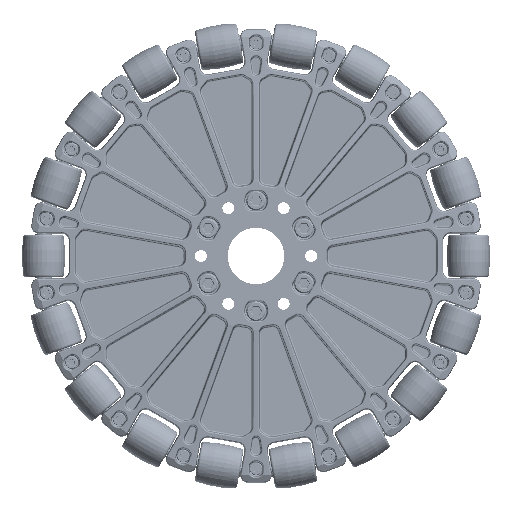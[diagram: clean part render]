
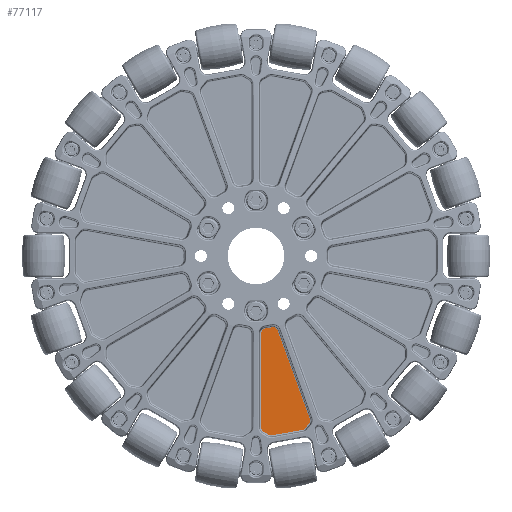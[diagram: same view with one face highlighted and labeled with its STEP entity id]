
A CAD part, top view. The second image highlights one B-rep face of the part: STEP entity #77117.
In plain terms, the highlighted face is planar.
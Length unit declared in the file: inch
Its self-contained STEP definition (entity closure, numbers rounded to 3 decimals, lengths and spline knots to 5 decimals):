
#350 = DIRECTION ( 'NONE',  ( 0., 0., 1. ) ) ;
#2021 = CARTESIAN_POINT ( 'NONE',  ( 1.23154, 0.4, 2.34139 ) ) ;
#2522 = DIRECTION ( 'NONE',  ( 0., 0., 1. ) ) ;
#5365 = CARTESIAN_POINT ( 'NONE',  ( 0.91143, 0.4, 0.95016 ) ) ;
#7309 = EDGE_CURVE ( 'NONE', #51370, #18510, #17475, .T. ) ;
#7455 = CARTESIAN_POINT ( 'NONE',  ( 2.43462, 0.4, 1.70348 ) ) ;
#7670 = EDGE_CURVE ( 'NONE', #33766, #81760, #35837, .T. ) ;
#8716 = CARTESIAN_POINT ( 'NONE',  ( 2.51967, 0.4, 0.89549 ) ) ;
#8756 = ORIENTED_EDGE ( 'NONE', *, *, #57982, .T. ) ;
#8832 = CARTESIAN_POINT ( 'NONE',  ( 1.93804, 0.4, 2.17363 ) ) ;
#9705 = VERTEX_POINT ( 'NONE', #12911 ) ;
#10598 = VECTOR ( 'NONE', #48425, 39.37008 ) ;
#11428 = DIRECTION ( 'NONE',  ( 0., 0., 1. ) ) ;
#11904 = VERTEX_POINT ( 'NONE', #76130 ) ;
#12911 = CARTESIAN_POINT ( 'NONE',  ( 2.47715, 0.4, 1.53115 ) ) ;
#12924 = VERTEX_POINT ( 'NONE', #74083 ) ;
#13695 = VERTEX_POINT ( 'NONE', #52422 ) ;
#14809 = CIRCLE ( 'NONE', #59753, 0.08506 ) ;
#14891 = CARTESIAN_POINT ( 'NONE',  ( 2.10037, 0.4, 2.10182 ) ) ;
#17061 = LINE ( 'NONE', #8716, #21543 ) ;
#17475 = CIRCLE ( 'NONE', #77455, 0.08506 ) ;
#17926 = DIRECTION ( 'NONE',  ( 0., 0., 1. ) ) ;
#17943 = CARTESIAN_POINT ( 'NONE',  ( 0.9139, 0.4, 0.838 ) ) ;
#18510 = VERTEX_POINT ( 'NONE', #8832 ) ;
#20841 = ORIENTED_EDGE ( 'NONE', *, *, #41893, .T. ) ;
#21543 = VECTOR ( 'NONE', #63010, 39.37008 ) ;
#22471 = AXIS2_PLACEMENT_3D ( 'NONE', #57305, #34832, #2522 ) ;
#22588 = DIRECTION ( 'NONE',  ( 0., -1., 0. ) ) ;
#23961 = LINE ( 'NONE', #2021, #63550 ) ;
#24233 = AXIS2_PLACEMENT_3D ( 'NONE', #85075, #36528, #66830 ) ;
#25479 = VECTOR ( 'NONE', #97299, 39.37008 ) ;
#26146 = EDGE_CURVE ( 'NONE', #61041, #9705, #47326, .T. ) ;
#28321 = DIRECTION ( 'NONE',  ( 0., -1., 0. ) ) ;
#29103 = DIRECTION ( 'NONE',  ( 0., -1., 0. ) ) ;
#29629 = DIRECTION ( 'NONE',  ( 0., 0., 1. ) ) ;
#30027 = EDGE_CURVE ( 'NONE', #13695, #11904, #34490, .T. ) ;
#30115 = CARTESIAN_POINT ( 'NONE',  ( 1.07648, 0.4, 0.72247 ) ) ;
#32966 = CARTESIAN_POINT ( 'NONE',  ( 2.11514, 0.4, 2.18559 ) ) ;
#33529 = FACE_OUTER_BOUND ( 'NONE', #76985, .T. ) ;
#33538 = EDGE_CURVE ( 'NONE', #12924, #102332, #14809, .T. ) ;
#33766 = VERTEX_POINT ( 'NONE', #17943 ) ;
#33788 = CARTESIAN_POINT ( 'NONE',  ( 2.29521, 0.4, 2.00194 ) ) ;
#34029 = EDGE_CURVE ( 'NONE', #78566, #33766, #51414, .T. ) ;
#34490 = CIRCLE ( 'NONE', #72778, 0.08506 ) ;
#34832 = DIRECTION ( 'NONE',  ( 0., -1., 0. ) ) ;
#35701 = ORIENTED_EDGE ( 'NONE', *, *, #30027, .T. ) ;
#35837 = CIRCLE ( 'NONE', #24233, 1.23994 ) ;
#36528 = DIRECTION ( 'NONE',  ( 0., 1., 0. ) ) ;
#36769 = ORIENTED_EDGE ( 'NONE', *, *, #33538, .T. ) ;
#41893 = EDGE_CURVE ( 'NONE', #11904, #12924, #48937, .T. ) ;
#46818 = DIRECTION ( 'NONE',  ( 0.866, 0., 0.5 ) ) ;
#47030 = CARTESIAN_POINT ( 'NONE',  ( 2.51967, 0.4, 1.60481 ) ) ;
#47326 = LINE ( 'NONE', #30115, #89974 ) ;
#48425 = DIRECTION ( 'NONE',  ( -0.643, 0., 0.766 ) ) ;
#48937 = LINE ( 'NONE', #33788, #10598 ) ;
#49363 = DIRECTION ( 'NONE',  ( 0., -1., 0. ) ) ;
#50329 = LINE ( 'NONE', #67015, #25479 ) ;
#50440 = ORIENTED_EDGE ( 'NONE', *, *, #55486, .T. ) ;
#51047 = DIRECTION ( 'NONE',  ( 0., -1., 0. ) ) ;
#51370 = VERTEX_POINT ( 'NONE', #60703 ) ;
#51414 = CIRCLE ( 'NONE', #69743, 0.08506 ) ;
#52332 = CARTESIAN_POINT ( 'NONE',  ( 2.0032, 0.4, 2.11896 ) ) ;
#52422 = CARTESIAN_POINT ( 'NONE',  ( 2.51967, 0.4, 1.70348 ) ) ;
#52691 = CIRCLE ( 'NONE', #87694, 0.08506 ) ;
#54089 = ORIENTED_EDGE ( 'NONE', *, *, #34029, .T. ) ;
#54521 = DIRECTION ( 'NONE',  ( 0., 0., 1. ) ) ;
#55486 = EDGE_CURVE ( 'NONE', #81760, #61041, #52691, .T. ) ;
#57305 = CARTESIAN_POINT ( 'NONE',  ( 2.0032, 0.4, 2.11896 ) ) ;
#57552 = DIRECTION ( 'NONE',  ( 0., 1., 0. ) ) ;
#57982 = EDGE_CURVE ( 'NONE', #18510, #78566, #50329, .T. ) ;
#59753 = AXIS2_PLACEMENT_3D ( 'NONE', #14891, #60276, #54521 ) ;
#60276 = DIRECTION ( 'NONE',  ( 0., -1., 0. ) ) ;
#60703 = CARTESIAN_POINT ( 'NONE',  ( 2.0032, 0.4, 2.20401 ) ) ;
#61041 = VERTEX_POINT ( 'NONE', #102694 ) ;
#62940 = ORIENTED_EDGE ( 'NONE', *, *, #79988, .T. ) ;
#63010 = DIRECTION ( 'NONE',  ( 0., 0., 1. ) ) ;
#63550 = VECTOR ( 'NONE', #89140, 39.37008 ) ;
#65002 = CIRCLE ( 'NONE', #91671, 0.08506 ) ;
#66830 = DIRECTION ( 'NONE',  ( 0., 0., 1. ) ) ;
#67015 = CARTESIAN_POINT ( 'NONE',  ( 0.91143, 0.4, 0.95016 ) ) ;
#67431 = CIRCLE ( 'NONE', #22471, 0.08506 ) ;
#67899 = EDGE_CURVE ( 'NONE', #89580, #13695, #17061, .T. ) ;
#68528 = ORIENTED_EDGE ( 'NONE', *, *, #7670, .T. ) ;
#68758 = CARTESIAN_POINT ( 'NONE',  ( 0.97659, 0.4, 0.89549 ) ) ;
#69743 = AXIS2_PLACEMENT_3D ( 'NONE', #68758, #51047, #11428 ) ;
#70837 = EDGE_CURVE ( 'NONE', #9705, #89580, #65002, .T. ) ;
#72748 = ORIENTED_EDGE ( 'NONE', *, *, #26146, .T. ) ;
#72778 = AXIS2_PLACEMENT_3D ( 'NONE', #7455, #22588, #86246 ) ;
#73481 = VERTEX_POINT ( 'NONE', #76392 ) ;
#74083 = CARTESIAN_POINT ( 'NONE',  ( 2.16552, 0.4, 2.1565 ) ) ;
#75132 = ORIENTED_EDGE ( 'NONE', *, *, #7309, .T. ) ;
#76130 = CARTESIAN_POINT ( 'NONE',  ( 2.49977, 0.4, 1.75815 ) ) ;
#76326 = DIRECTION ( 'NONE',  ( 0., 0., 1. ) ) ;
#76392 = CARTESIAN_POINT ( 'NONE',  ( 2.01797, 0.4, 2.20272 ) ) ;
#76985 = EDGE_LOOP ( 'NONE', ( #36769, #62940, #90774, #75132, #8756, #54089, #68528, #50440, #72748, #78719, #95033, #35701, #20841 ) ) ;
#77117 = ADVANCED_FACE ( 'NONE', ( #33529 ), #87848, .F. ) ;
#77137 = CARTESIAN_POINT ( 'NONE',  ( 2.43462, 0.4, 1.60481 ) ) ;
#77455 = AXIS2_PLACEMENT_3D ( 'NONE', #52332, #28321, #76326 ) ;
#78566 = VERTEX_POINT ( 'NONE', #5365 ) ;
#78719 = ORIENTED_EDGE ( 'NONE', *, *, #70837, .T. ) ;
#79988 = EDGE_CURVE ( 'NONE', #102332, #73481, #23961, .T. ) ;
#80675 = CARTESIAN_POINT ( 'NONE',  ( 1.05147, 0.4, 0.80625 ) ) ;
#81760 = VERTEX_POINT ( 'NONE', #82097 ) ;
#82097 = CARTESIAN_POINT ( 'NONE',  ( 0.98397, 0.4, 0.75449 ) ) ;
#85075 = CARTESIAN_POINT ( 'NONE',  ( 0., 0.4, 0. ) ) ;
#86246 = DIRECTION ( 'NONE',  ( 0., 0., 1. ) ) ;
#87694 = AXIS2_PLACEMENT_3D ( 'NONE', #80675, #49363, #350 ) ;
#87848 = PLANE ( 'NONE',  #96680 ) ;
#89140 = DIRECTION ( 'NONE',  ( -0.985, 0., 0.174 ) ) ;
#89580 = VERTEX_POINT ( 'NONE', #47030 ) ;
#89974 = VECTOR ( 'NONE', #46818, 39.37008 ) ;
#90774 = ORIENTED_EDGE ( 'NONE', *, *, #99983, .T. ) ;
#91671 = AXIS2_PLACEMENT_3D ( 'NONE', #77137, #29103, #29629 ) ;
#95033 = ORIENTED_EDGE ( 'NONE', *, *, #67899, .T. ) ;
#96680 = AXIS2_PLACEMENT_3D ( 'NONE', #97216, #57552, #17926 ) ;
#97216 = CARTESIAN_POINT ( 'NONE',  ( 0.97659, 0.4, 0.89549 ) ) ;
#97299 = DIRECTION ( 'NONE',  ( -0.643, 0., -0.766 ) ) ;
#99983 = EDGE_CURVE ( 'NONE', #73481, #51370, #67431, .T. ) ;
#102332 = VERTEX_POINT ( 'NONE', #32966 ) ;
#102694 = CARTESIAN_POINT ( 'NONE',  ( 1.094, 0.4, 0.73259 ) ) ;
